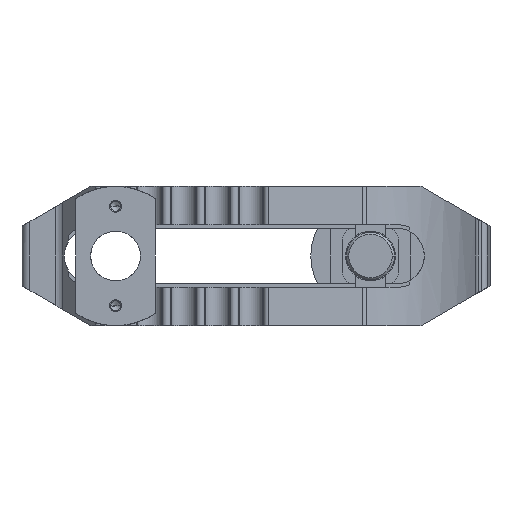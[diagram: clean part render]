
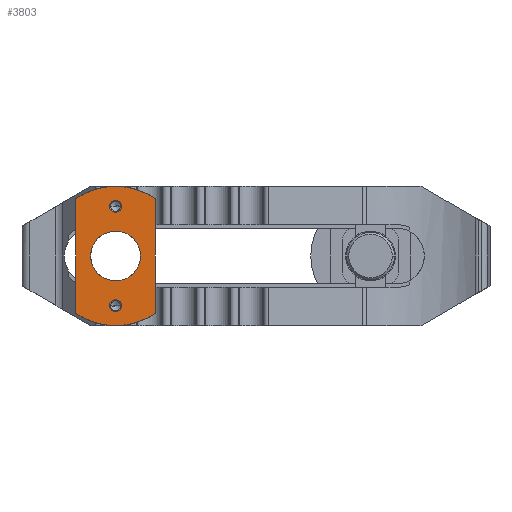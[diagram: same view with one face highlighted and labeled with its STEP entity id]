
A CAD part, front view. The second image highlights one B-rep face of the part: STEP entity #3803.
In plain terms, the highlighted planar face has unit normal (0, -1, 0).
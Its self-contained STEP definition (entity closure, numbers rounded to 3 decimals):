
#2207=EDGE_CURVE('',#2273,#2745,#5530,.T.);
#2273=VERTEX_POINT('',#5602);
#2379=EDGE_CURVE('',#2927,#4767,#5719,.T.);
#2657=EDGE_CURVE('',#2745,#2273,#6025,.T.);
#2745=VERTEX_POINT('',#6121);
#2757=EDGE_CURVE('',#2929,#4767,#6133,.T.);
#2783=VERTEX_POINT('',#6161);
#2927=VERTEX_POINT('',#6316);
#2929=VERTEX_POINT('',#6318);
#3171=VERTEX_POINT('',#6585);
#3273=EDGE_CURVE('',#3171,#3917,#6699,.T.);
#3319=VERTEX_POINT('',#6748);
#3619=VERTEX_POINT('',#7079);
#3803=ADVANCED_FACE('',(#7276,#7277,#7278,#7279),#7280,.T.);
#3917=VERTEX_POINT('',#7407);
#4207=EDGE_CURVE('',#3917,#3171,#7724,.T.);
#4211=EDGE_CURVE('',#2783,#3319,#7728,.T.);
#4749=EDGE_CURVE('',#3619,#2927,#8313,.T.);
#4767=VERTEX_POINT('',#8333);
#4777=EDGE_CURVE('',#3319,#2783,#8346,.T.);
#4803=EDGE_CURVE('',#2929,#3619,#8376,.T.);
#5530=CIRCLE('',#9411,3.0);
#5602=CARTESIAN_POINT('',(3.0,0.,-25.0));
#5719=CIRCLE('',#9686,35.0);
#6025=CIRCLE('',#10187,3.0);
#6121=CARTESIAN_POINT('',(-3.0,0.0,-25.0));
#6133=LINE('',#10351,#10352);
#6161=CARTESIAN_POINT('',(12.5,0.0,0.));
#6316=CARTESIAN_POINT('',(20.0,0.0,-28.723));
#6318=CARTESIAN_POINT('',(-20.0,0.0,28.723));
#6585=CARTESIAN_POINT('',(-3.0,0.,25.0));
#6699=CIRCLE('',#11222,3.0);
#6748=CARTESIAN_POINT('',(-12.5,0.,0.));
#7079=CARTESIAN_POINT('',(20.0,0.0,28.723));
#7276=FACE_BOUND('',#12087,.T.);
#7277=FACE_BOUND('',#12088,.T.);
#7278=FACE_BOUND('',#12089,.T.);
#7279=FACE_OUTER_BOUND('',#12090,.T.);
#7280=PLANE('',#12091);
#7407=CARTESIAN_POINT('',(3.0,0.0,25.0));
#7724=CIRCLE('',#12750,3.0);
#7728=CIRCLE('',#12755,12.5);
#8313=LINE('',#13643,#13644);
#8333=CARTESIAN_POINT('',(-20.0,0.0,-28.723));
#8346=CIRCLE('',#13688,12.5);
#8376=CIRCLE('',#13726,35.0);
#9411=AXIS2_PLACEMENT_3D('',#14566,#14567,#14568);
#9686=AXIS2_PLACEMENT_3D('',#14842,#14843,#14844);
#10187=AXIS2_PLACEMENT_3D('',#15205,#15206,#15207);
#10351=CARTESIAN_POINT('',(-20.0,0.,36.0));
#10352=VECTOR('',#15312,1.0);
#11222=AXIS2_PLACEMENT_3D('',#15931,#15932,#15933);
#12087=EDGE_LOOP('',(#16615,#16616));
#12088=EDGE_LOOP('',(#16617,#16618));
#12089=EDGE_LOOP('',(#16619,#16620));
#12090=EDGE_LOOP('',(#16621,#16622,#16623,#16624));
#12091=AXIS2_PLACEMENT_3D('',#16625,#16626,#16627);
#12750=AXIS2_PLACEMENT_3D('',#17159,#17160,#17161);
#12755=AXIS2_PLACEMENT_3D('',#17162,#17163,#17164);
#13643=CARTESIAN_POINT('',(20.0,0.,36.0));
#13644=VECTOR('',#17780,1.0);
#13688=AXIS2_PLACEMENT_3D('',#17840,#17841,#17842);
#13726=AXIS2_PLACEMENT_3D('',#17881,#17882,#17883);
#14566=CARTESIAN_POINT('',(0.0,0.0,-25.0));
#14567=DIRECTION('',(0.,1.0,0.));
#14568=DIRECTION('',(-1.0,0.,0.));
#14842=CARTESIAN_POINT('',(0.0,0.0,0.0));
#14843=DIRECTION('',(0.,1.0,0.));
#14844=DIRECTION('',(-1.0,0.,0.));
#15205=CARTESIAN_POINT('',(0.0,0.0,-25.0));
#15206=DIRECTION('',(0.,1.0,0.));
#15207=DIRECTION('',(-1.0,0.,0.));
#15312=DIRECTION('',(0.0,0.,-1.0));
#15931=CARTESIAN_POINT('',(0.0,0.0,25.0));
#15932=DIRECTION('',(0.,1.0,0.));
#15933=DIRECTION('',(1.0,0.,0.));
#16615=ORIENTED_EDGE('',*,*,#2657,.T.);
#16616=ORIENTED_EDGE('',*,*,#2207,.T.);
#16617=ORIENTED_EDGE('',*,*,#4207,.T.);
#16618=ORIENTED_EDGE('',*,*,#3273,.T.);
#16619=ORIENTED_EDGE('',*,*,#4211,.T.);
#16620=ORIENTED_EDGE('',*,*,#4777,.T.);
#16621=ORIENTED_EDGE('',*,*,#4803,.F.);
#16622=ORIENTED_EDGE('',*,*,#2757,.T.);
#16623=ORIENTED_EDGE('',*,*,#2379,.F.);
#16624=ORIENTED_EDGE('',*,*,#4749,.F.);
#16625=CARTESIAN_POINT('',(-20.0,0.,36.0));
#16626=DIRECTION('',(0.,-1.0,0.));
#16627=DIRECTION('',(-1.0,0.,0.));
#17159=CARTESIAN_POINT('',(0.0,0.0,25.0));
#17160=DIRECTION('',(0.,1.0,0.));
#17161=DIRECTION('',(1.0,0.,0.));
#17162=CARTESIAN_POINT('',(0.0,0.0,0.0));
#17163=DIRECTION('',(0.,1.0,0.));
#17164=DIRECTION('',(-1.0,0.,0.));
#17780=DIRECTION('',(0.0,0.,-1.0));
#17840=CARTESIAN_POINT('',(0.0,0.0,0.0));
#17841=DIRECTION('',(0.,1.0,0.));
#17842=DIRECTION('',(-1.0,0.,0.));
#17881=CARTESIAN_POINT('',(0.0,0.0,0.0));
#17882=DIRECTION('',(0.,1.0,0.));
#17883=DIRECTION('',(-1.0,0.,0.));
